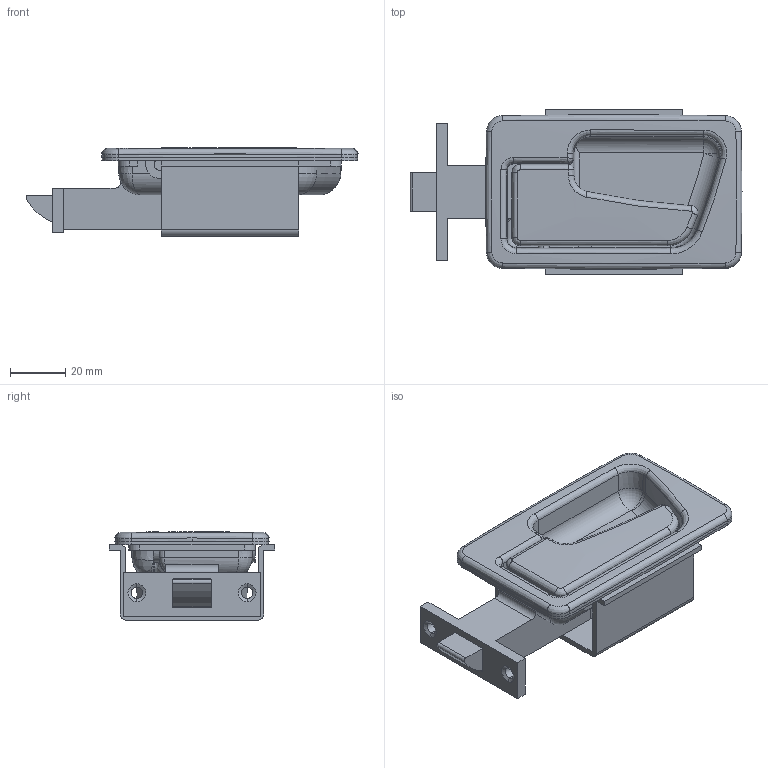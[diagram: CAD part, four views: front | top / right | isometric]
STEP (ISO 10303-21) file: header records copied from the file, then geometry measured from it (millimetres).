
FILE_DESCRIPTION (( 'STEP AP203' ), '1' );
FILE_NAME ('Žº‰ª•ÏŠ·.STEP', '2018-08-31T05:40:52', ( '' ), ( '' ), 'SwSTEP 2.0', 'SolidWorks 2014', '' );
FILE_SCHEMA (( 'CONFIG_CONTROL_DESIGN' ));
Length unit declared in the file: millimetre
Products named in the file (10): A-542-4_ラッチ_公開用; A-542-4_パッキン_公開用; A-542-4_シートパッキン; A-542-4_ハンドルシャフト_公開用; A-542-4_裏板; A-542-4_取付板_公開用; A-542-4_十字穴付皿小ねじ_内径基準ver1.02_M5x8十字穴付皿小ねじ(SUS); A-542-4_ケース_公開用; 室岡変換; A-542-4_ハンドル_公開用
Assembly tree (10 placements, depth 2):
  室岡変換
    A-542-4_ケース_公開用
    A-542-4_ハンドル_公開用
    A-542-4_ラッチ_公開用
    A-542-4_パッキン_公開用
    A-542-4_シートパッキン
    A-542-4_ハンドルシャフト_公開用
    A-542-4_裏板
    A-542-4_取付板_公開用
    A-542-4_十字穴付皿小ねじ_内径基準ver1.02_M5x8十字穴付皿小ねじ(SUS)  x2
Bounding box: 120.5 x 60 x 32.16 mm (x, y, z)
Volume: 57053.8 mm3; surface area: 49271 mm2
Topology: 10 solids, 10 shells, 434 faces, 1116 edges, 699 vertices
Faces by surface type: plane 178, cylinder 134, cone 52, bspline 49, torus 17, sphere 4
Entity records: 18761 total; most frequent: CARTESIAN_POINT 8330, ORIENTED_EDGE 2018, DIRECTION 1890, EDGE_CURVE 1009, AXIS2_PLACEMENT_3D 687, VERTEX_POINT 638, LINE 516, VECTOR 516
